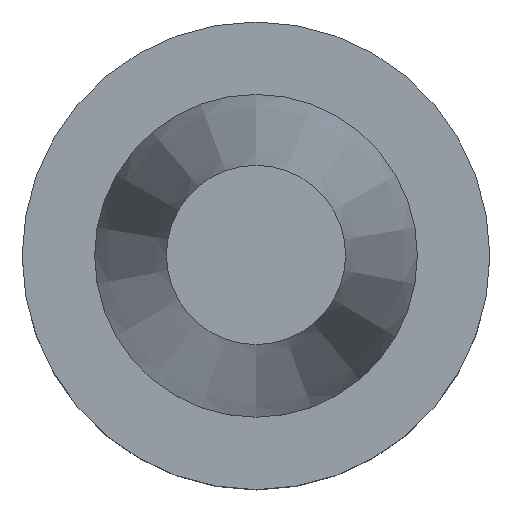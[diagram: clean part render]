
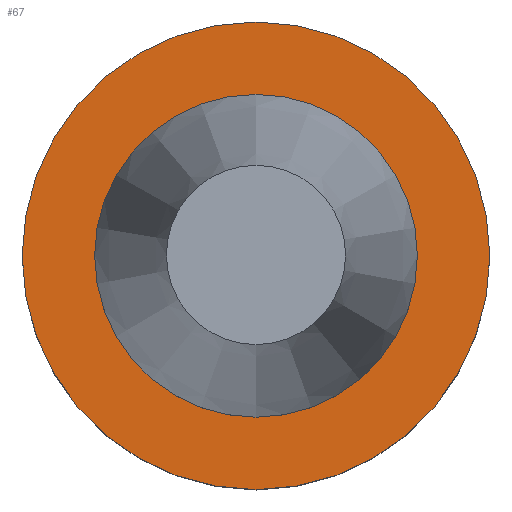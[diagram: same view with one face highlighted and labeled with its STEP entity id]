
A CAD part, top view. The second image highlights one B-rep face of the part: STEP entity #67.
In plain terms, the highlighted planar face has unit normal (0, 0, 1).
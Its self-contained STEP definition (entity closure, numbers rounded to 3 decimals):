
#67=ADVANCED_FACE('Unnamed[1]',(#170,#171),#172,.T.);
#109=EDGE_CURVE('Unnamed[1]',#238,#238,#239,.T.);
#116=EDGE_CURVE('Unnamed[1]',#248,#248,#249,.T.);
#170=FACE_OUTER_BOUND('',#307,.T.);
#171=FACE_BOUND('',#308,.T.);
#172=PLANE('',#309);
#238=VERTEX_POINT('',#391);
#239=CIRCLE('',#392,15.875);
#248=VERTEX_POINT('',#404);
#249=CIRCLE('',#405,23.0);
#307=EDGE_LOOP('',(#461));
#308=EDGE_LOOP('',(#462));
#309=AXIS2_PLACEMENT_3D('',#463,#464,#465);
#391=CARTESIAN_POINT('',(0.,15.875,-1.));
#392=AXIS2_PLACEMENT_3D('',#540,#541,#542);
#404=CARTESIAN_POINT('',(0.,23.0,-1.));
#405=AXIS2_PLACEMENT_3D('',#551,#552,#553);
#461=ORIENTED_EDGE('',*,*,#116,.F.);
#462=ORIENTED_EDGE('',*,*,#109,.T.);
#463=CARTESIAN_POINT('',(0.,19.438,-1.));
#464=DIRECTION('',(0.,0.,1.0));
#465=DIRECTION('',(0.,-1.0,0.));
#540=CARTESIAN_POINT('',(0.,0.,-1.0));
#541=DIRECTION('',(0.,0.,-1.0));
#542=DIRECTION('',(0.,1.0,0.));
#551=CARTESIAN_POINT('',(0.,0.,-1.0));
#552=DIRECTION('',(0.,0.,-1.0));
#553=DIRECTION('',(0.,1.0,0.));
